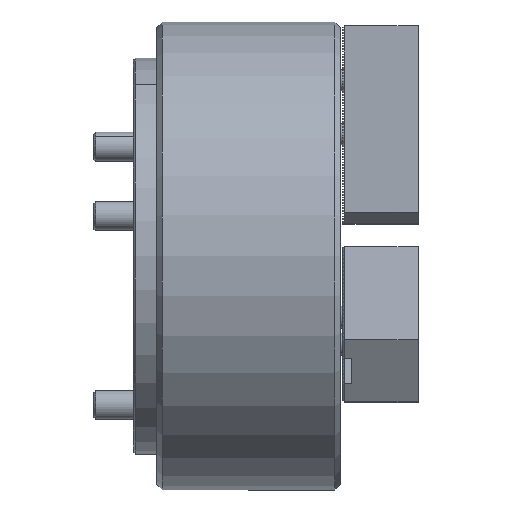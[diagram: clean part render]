
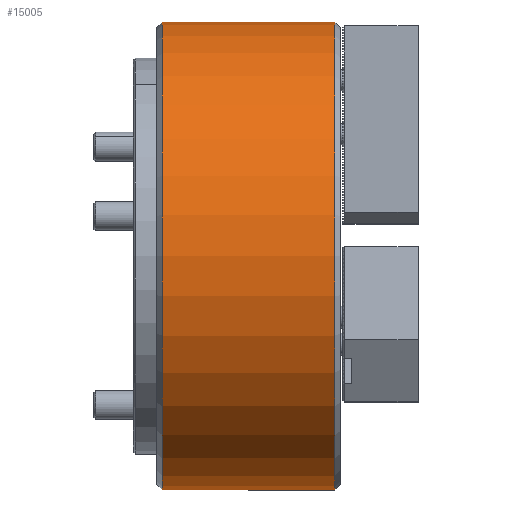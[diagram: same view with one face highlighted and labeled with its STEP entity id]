
A CAD part, top view. The second image highlights one B-rep face of the part: STEP entity #15005.
In plain terms, the highlighted cylindrical face has radius 130 mm (diameter 260 mm), a partial arc.
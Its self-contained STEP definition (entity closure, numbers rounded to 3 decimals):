
#905 = DIRECTION ( 'NONE',  ( 1., 0., 0. ) ) ;
#1075 = LINE ( 'NONE', #18618, #24622 ) ;
#1128 = CARTESIAN_POINT ( 'NONE',  ( -99., -130., 0. ) ) ;
#1179 = CARTESIAN_POINT ( 'NONE',  ( -3., -130., 0. ) ) ;
#2116 = AXIS2_PLACEMENT_3D ( 'NONE', #15813, #905, #28208 ) ;
#2900 = CIRCLE ( 'NONE', #2116, 130. ) ;
#3043 = CARTESIAN_POINT ( 'NONE',  ( -3., 0., 0. ) ) ;
#3101 = CYLINDRICAL_SURFACE ( 'NONE', #19485, 130. ) ;
#3882 = FACE_OUTER_BOUND ( 'NONE', #14835, .T. ) ;
#5553 = ORIENTED_EDGE ( 'NONE', *, *, #31118, .F. ) ;
#5622 = EDGE_CURVE ( 'NONE', #9543, #31293, #32338, .T. ) ;
#5922 = DIRECTION ( 'NONE',  ( 1., 0., 0. ) ) ;
#8352 = VERTEX_POINT ( 'NONE', #1128 ) ;
#9543 = VERTEX_POINT ( 'NONE', #18941 ) ;
#9611 = CARTESIAN_POINT ( 'NONE',  ( 0., 0., 0. ) ) ;
#9822 = DIRECTION ( 'NONE',  ( 0., 1., 0. ) ) ;
#14835 = EDGE_LOOP ( 'NONE', ( #31575, #21496, #28902, #5553 ) ) ;
#15005 = ADVANCED_FACE ( 'NONE', ( #3882 ), #3101, .T. ) ;
#15813 = CARTESIAN_POINT ( 'NONE',  ( -99., 0., 0. ) ) ;
#16938 = LINE ( 'NONE', #25426, #25569 ) ;
#18618 = CARTESIAN_POINT ( 'NONE',  ( 0., -130., 0. ) ) ;
#18941 = CARTESIAN_POINT ( 'NONE',  ( -3., 130., 0. ) ) ;
#19383 = AXIS2_PLACEMENT_3D ( 'NONE', #3043, #27837, #30580 ) ;
#19485 = AXIS2_PLACEMENT_3D ( 'NONE', #9611, #32322, #9822 ) ;
#20870 = VERTEX_POINT ( 'NONE', #23853 ) ;
#21366 = EDGE_CURVE ( 'NONE', #20870, #8352, #2900, .T. ) ;
#21496 = ORIENTED_EDGE ( 'NONE', *, *, #25704, .T. ) ;
#23007 = DIRECTION ( 'NONE',  ( 1., 0., 0. ) ) ;
#23853 = CARTESIAN_POINT ( 'NONE',  ( -99., 130., 0. ) ) ;
#24622 = VECTOR ( 'NONE', #5922, 1000. ) ;
#25426 = CARTESIAN_POINT ( 'NONE',  ( 0., 130., 0. ) ) ;
#25569 = VECTOR ( 'NONE', #23007, 1000. ) ;
#25704 = EDGE_CURVE ( 'NONE', #8352, #31293, #1075, .T. ) ;
#27837 = DIRECTION ( 'NONE',  ( 1., 0., 0. ) ) ;
#28208 = DIRECTION ( 'NONE',  ( 0., 1., 0. ) ) ;
#28902 = ORIENTED_EDGE ( 'NONE', *, *, #5622, .F. ) ;
#30580 = DIRECTION ( 'NONE',  ( 0., 1., 0. ) ) ;
#31118 = EDGE_CURVE ( 'NONE', #20870, #9543, #16938, .T. ) ;
#31293 = VERTEX_POINT ( 'NONE', #1179 ) ;
#31575 = ORIENTED_EDGE ( 'NONE', *, *, #21366, .T. ) ;
#32322 = DIRECTION ( 'NONE',  ( 1., 0., 0. ) ) ;
#32338 = CIRCLE ( 'NONE', #19383, 130. ) ;
